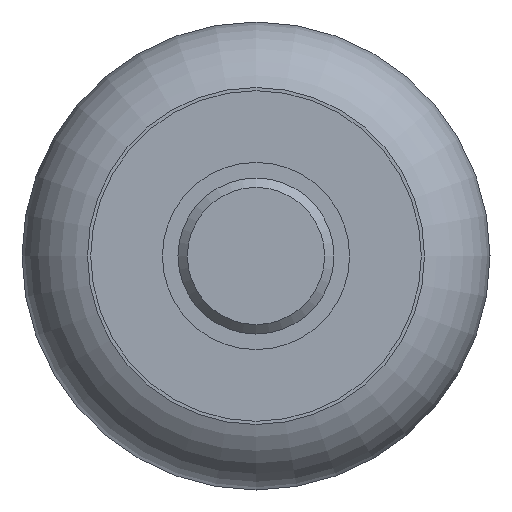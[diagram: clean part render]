
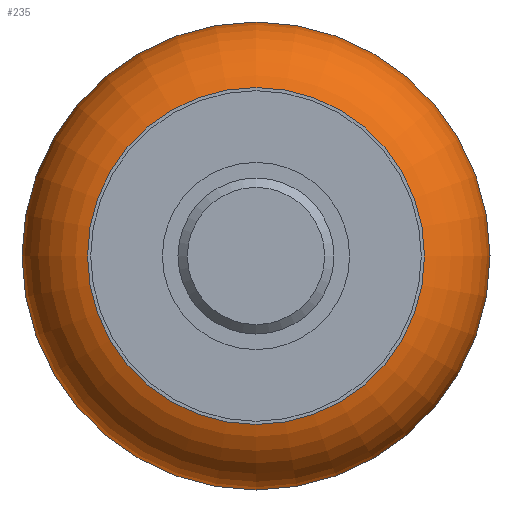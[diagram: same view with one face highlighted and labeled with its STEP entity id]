
A CAD part, left-side view. The second image highlights one B-rep face of the part: STEP entity #235.
In plain terms, the highlighted toroidal (fillet/blend) face has major radius 4.44 mm and minor radius 3.06 mm.
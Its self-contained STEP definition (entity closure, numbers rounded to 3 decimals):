
#35=TOROIDAL_SURFACE('',#269,4.44,3.06);
#43=FACE_BOUND('',#90,.T.);
#66=FACE_OUTER_BOUND('',#89,.T.);
#89=EDGE_LOOP('',(#179));
#90=EDGE_LOOP('',(#180));
#122=CIRCLE('',#268,5.297);
#123=CIRCLE('',#270,7.5);
#140=VERTEX_POINT('',#417);
#141=VERTEX_POINT('',#420);
#158=EDGE_CURVE('',#140,#140,#122,.T.);
#159=EDGE_CURVE('',#141,#141,#123,.T.);
#179=ORIENTED_EDGE('',*,*,#159,.F.);
#180=ORIENTED_EDGE('',*,*,#158,.T.);
#235=ADVANCED_FACE('',(#66,#43),#35,.T.);
#268=AXIS2_PLACEMENT_3D('',#418,#323,#324);
#269=AXIS2_PLACEMENT_3D('',#419,#325,#326);
#270=AXIS2_PLACEMENT_3D('',#421,#327,#328);
#323=DIRECTION('center_axis',(1.,0.,0.));
#324=DIRECTION('ref_axis',(0.,1.,0.));
#325=DIRECTION('center_axis',(1.,0.,0.));
#326=DIRECTION('ref_axis',(0.,0.,-1.));
#327=DIRECTION('center_axis',(1.,0.,0.));
#328=DIRECTION('ref_axis',(0.,1.,0.));
#417=CARTESIAN_POINT('',(0.462,5.297,0.));
#418=CARTESIAN_POINT('Origin',(0.462,0.,0.));
#419=CARTESIAN_POINT('Origin',(3.4,0.,0.));
#420=CARTESIAN_POINT('',(3.399,7.5,0.));
#421=CARTESIAN_POINT('Origin',(3.399,0.,0.));
